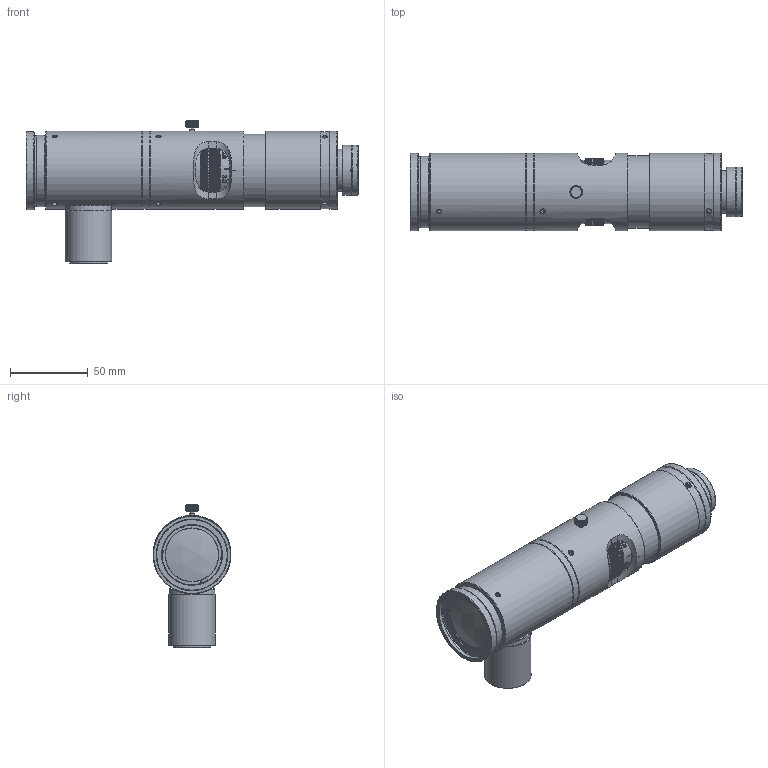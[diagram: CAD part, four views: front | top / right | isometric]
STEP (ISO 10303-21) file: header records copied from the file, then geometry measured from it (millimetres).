
FILE_DESCRIPTION (( 'STEP AP203' ), '1' );
FILE_NAME ('693046.STEP', '2025-12-22T06:00:54', ( 'Windows User' ), ( 'P R C' ), 'SwSTEP 2.0', 'SolidWorks 2020', '' );
FILE_SCHEMA (( 'CONFIG_CONTROL_DESIGN' ));
Length unit declared in the file: millimetre
Products named in the file (1): 693046
Bounding box: 212.84 x 50 x 91.75 mm (x, y, z)
Volume: 170672.3 mm3; surface area: 127612.3 mm2
Topology: 22 solids, 22 shells, 1508 faces, 3917 edges, 2586 vertices
Faces by surface type: plane 739, cylinder 387, bspline 190, cone 150, torus 38, sphere 4
Full cylindrical faces by diameter (mm): 1.6 x3, 1.75 x2, 2 x6, 2.05 x2, 2.145 x1, 2.261 x1, 2.4 x2, 2.845 x1, 3.3 x9, 4 x7, 4.5 x1, 15 x1, 15.36 x1, 17.5 x1, 18.5 x1, 18.6 x1, 19 x1, 19.5 x1, 20 x3, 20.5 x3, 21 x1, 21.3 x1, 21.5 x1, 21.8 x1, 22.5 x1, 23.5 x1, 24 x1, 24.2 x1, 24.3 x1, 24.4 x1
Entity records: 86189 total; most frequent: CARTESIAN_POINT 53113, ORIENTED_EDGE 6986, DIRECTION 5914, EDGE_CURVE 3493, VERTEX_POINT 2455, AXIS2_PLACEMENT_3D 2334, EDGE_LOOP 2008, FACE_OUTER_BOUND 1660
